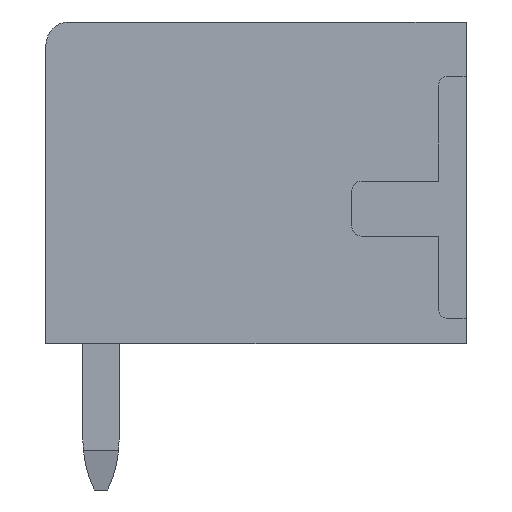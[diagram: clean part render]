
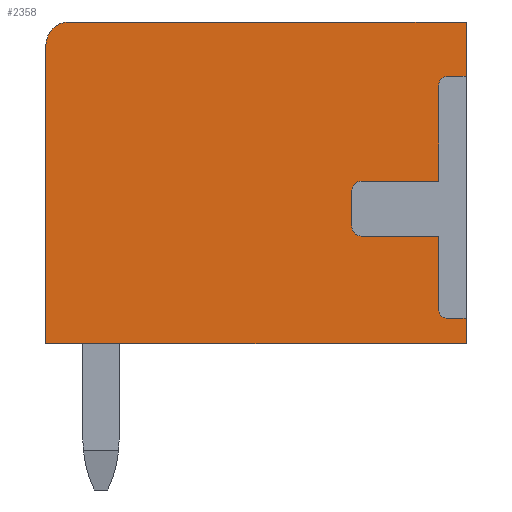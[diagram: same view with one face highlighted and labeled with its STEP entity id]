
A CAD part, left-side view. The second image highlights one B-rep face of the part: STEP entity #2358.
In plain terms, the highlighted planar face has unit normal (-1, 0, 0).
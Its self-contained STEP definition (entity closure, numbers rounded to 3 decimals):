
#2243=AXIS2_PLACEMENT_3D('Plane Axis2P3D',#2240,#2241,#2242) ;
#2254=AXIS2_PLACEMENT_3D('Circle Axis2P3D',#2252,#2253,$) ;
#2273=AXIS2_PLACEMENT_3D('Circle Axis2P3D',#2271,#2272,$) ;
#2294=AXIS2_PLACEMENT_3D('Circle Axis2P3D',#2292,#2293,$) ;
#2308=AXIS2_PLACEMENT_3D('Circle Axis2P3D',#2306,#2307,$) ;
#2329=AXIS2_PLACEMENT_3D('Circle Axis2P3D',#2327,#2328,$) ;
#824=CARTESIAN_POINT('Vertex',(0.3,0.,3.76)) ;
#829=CARTESIAN_POINT('Line Origine',(0.3,0.,3.48)) ;
#833=CARTESIAN_POINT('Vertex',(0.3,0.,3.2)) ;
#882=CARTESIAN_POINT('Vertex',(0.3,0.,10.25)) ;
#885=CARTESIAN_POINT('Line Origine',(0.3,0.,9.655)) ;
#889=CARTESIAN_POINT('Vertex',(0.3,0.,9.06)) ;
#2217=CARTESIAN_POINT('Vertex',(0.3,0.4,3.76)) ;
#2222=CARTESIAN_POINT('Line Origine',(0.3,0.2,3.76)) ;
#2240=CARTESIAN_POINT('Axis2P3D Location',(0.3,0.,0.)) ;
#2245=CARTESIAN_POINT('Line Origine',(0.3,4.35,10.25)) ;
#2249=CARTESIAN_POINT('Vertex',(0.3,8.7,10.25)) ;
#2252=CARTESIAN_POINT('Axis2P3D Location',(0.3,8.7,9.75)) ;
#2256=CARTESIAN_POINT('Vertex',(0.3,9.2,9.75)) ;
#2259=CARTESIAN_POINT('Line Origine',(0.3,9.2,6.475)) ;
#2263=CARTESIAN_POINT('Vertex',(0.3,9.2,3.2)) ;
#2266=CARTESIAN_POINT('Line Origine',(0.3,4.6,3.2)) ;
#2271=CARTESIAN_POINT('Axis2P3D Location',(0.3,0.4,3.96)) ;
#2275=CARTESIAN_POINT('Vertex',(0.3,0.6,3.96)) ;
#2278=CARTESIAN_POINT('Line Origine',(0.3,0.6,4.76)) ;
#2282=CARTESIAN_POINT('Vertex',(0.3,0.6,5.56)) ;
#2285=CARTESIAN_POINT('Line Origine',(0.3,1.45,5.56)) ;
#2289=CARTESIAN_POINT('Vertex',(0.3,2.3,5.56)) ;
#2292=CARTESIAN_POINT('Axis2P3D Location',(0.3,2.3,5.76)) ;
#2296=CARTESIAN_POINT('Vertex',(0.3,2.5,5.76)) ;
#2299=CARTESIAN_POINT('Line Origine',(0.3,2.5,6.16)) ;
#2303=CARTESIAN_POINT('Vertex',(0.3,2.5,6.56)) ;
#2306=CARTESIAN_POINT('Axis2P3D Location',(0.3,2.3,6.56)) ;
#2310=CARTESIAN_POINT('Vertex',(0.3,2.3,6.76)) ;
#2313=CARTESIAN_POINT('Line Origine',(0.3,1.45,6.76)) ;
#2317=CARTESIAN_POINT('Vertex',(0.3,0.6,6.76)) ;
#2320=CARTESIAN_POINT('Line Origine',(0.3,0.6,7.81)) ;
#2324=CARTESIAN_POINT('Vertex',(0.3,0.6,8.86)) ;
#2327=CARTESIAN_POINT('Axis2P3D Location',(0.3,0.4,8.86)) ;
#2331=CARTESIAN_POINT('Vertex',(0.3,0.4,9.06)) ;
#2334=CARTESIAN_POINT('Line Origine',(0.3,0.2,9.06)) ;
#830=DIRECTION('Vector Direction',(0.,0.,-1.)) ;
#886=DIRECTION('Vector Direction',(0.,0.,-1.)) ;
#2223=DIRECTION('Vector Direction',(0.,1.,0.)) ;
#2241=DIRECTION('Axis2P3D Direction',(-1.,0.,0.)) ;
#2242=DIRECTION('Axis2P3D XDirection',(0.,-1.,0.)) ;
#2246=DIRECTION('Vector Direction',(0.,-1.,0.)) ;
#2253=DIRECTION('Axis2P3D Direction',(-1.,0.,0.)) ;
#2260=DIRECTION('Vector Direction',(0.,0.,1.)) ;
#2267=DIRECTION('Vector Direction',(0.,1.,0.)) ;
#2272=DIRECTION('Axis2P3D Direction',(-1.,0.,0.)) ;
#2279=DIRECTION('Vector Direction',(0.,0.,1.)) ;
#2286=DIRECTION('Vector Direction',(0.,1.,0.)) ;
#2293=DIRECTION('Axis2P3D Direction',(-1.,0.,0.)) ;
#2300=DIRECTION('Vector Direction',(0.,0.,1.)) ;
#2307=DIRECTION('Axis2P3D Direction',(-1.,0.,0.)) ;
#2314=DIRECTION('Vector Direction',(0.,-1.,0.)) ;
#2321=DIRECTION('Vector Direction',(0.,0.,1.)) ;
#2328=DIRECTION('Axis2P3D Direction',(-1.,0.,0.)) ;
#2335=DIRECTION('Vector Direction',(0.,-1.,0.)) ;
#831=VECTOR('Line Direction',#830,1.) ;
#887=VECTOR('Line Direction',#886,1.) ;
#2224=VECTOR('Line Direction',#2223,1.) ;
#2247=VECTOR('Line Direction',#2246,1.) ;
#2261=VECTOR('Line Direction',#2260,1.) ;
#2268=VECTOR('Line Direction',#2267,1.) ;
#2280=VECTOR('Line Direction',#2279,1.) ;
#2287=VECTOR('Line Direction',#2286,1.) ;
#2301=VECTOR('Line Direction',#2300,1.) ;
#2315=VECTOR('Line Direction',#2314,1.) ;
#2322=VECTOR('Line Direction',#2321,1.) ;
#2336=VECTOR('Line Direction',#2335,1.) ;
#2340=ORIENTED_EDGE('',*,*,#891,.T.) ;
#2341=ORIENTED_EDGE('',*,*,#2251,.T.) ;
#2342=ORIENTED_EDGE('',*,*,#2258,.T.) ;
#2343=ORIENTED_EDGE('',*,*,#2265,.T.) ;
#2344=ORIENTED_EDGE('',*,*,#2270,.T.) ;
#2345=ORIENTED_EDGE('',*,*,#835,.T.) ;
#2346=ORIENTED_EDGE('',*,*,#2226,.F.) ;
#2347=ORIENTED_EDGE('',*,*,#2277,.F.) ;
#2348=ORIENTED_EDGE('',*,*,#2284,.F.) ;
#2349=ORIENTED_EDGE('',*,*,#2291,.F.) ;
#2350=ORIENTED_EDGE('',*,*,#2298,.F.) ;
#2351=ORIENTED_EDGE('',*,*,#2305,.F.) ;
#2352=ORIENTED_EDGE('',*,*,#2312,.F.) ;
#2353=ORIENTED_EDGE('',*,*,#2319,.F.) ;
#2354=ORIENTED_EDGE('',*,*,#2326,.F.) ;
#2355=ORIENTED_EDGE('',*,*,#2333,.F.) ;
#2356=ORIENTED_EDGE('',*,*,#2338,.F.) ;
#2358=ADVANCED_FACE('HOUSING',(#2357),#2244,.T.) ;
#2255=CIRCLE('generated circle',#2254,0.5) ;
#2274=CIRCLE('generated circle',#2273,0.2) ;
#2295=CIRCLE('generated circle',#2294,0.2) ;
#2309=CIRCLE('generated circle',#2308,0.2) ;
#2330=CIRCLE('generated circle',#2329,0.2) ;
#835=EDGE_CURVE('',#834,#825,#832,.F.) ;
#891=EDGE_CURVE('',#890,#883,#888,.F.) ;
#2226=EDGE_CURVE('',#2218,#825,#2225,.F.) ;
#2251=EDGE_CURVE('',#883,#2250,#2248,.F.) ;
#2258=EDGE_CURVE('',#2250,#2257,#2255,.T.) ;
#2265=EDGE_CURVE('',#2257,#2264,#2262,.F.) ;
#2270=EDGE_CURVE('',#2264,#834,#2269,.F.) ;
#2277=EDGE_CURVE('',#2276,#2218,#2274,.T.) ;
#2284=EDGE_CURVE('',#2283,#2276,#2281,.F.) ;
#2291=EDGE_CURVE('',#2290,#2283,#2288,.F.) ;
#2298=EDGE_CURVE('',#2297,#2290,#2295,.T.) ;
#2305=EDGE_CURVE('',#2304,#2297,#2302,.F.) ;
#2312=EDGE_CURVE('',#2311,#2304,#2309,.T.) ;
#2319=EDGE_CURVE('',#2318,#2311,#2316,.F.) ;
#2326=EDGE_CURVE('',#2325,#2318,#2323,.F.) ;
#2333=EDGE_CURVE('',#2332,#2325,#2330,.T.) ;
#2338=EDGE_CURVE('',#890,#2332,#2337,.F.) ;
#2339=EDGE_LOOP('',(#2340,#2341,#2342,#2343,#2344,#2345,#2346,#2347,#2348,#2349,#2350,#2351,#2352,#2353,#2354,#2355,#2356)) ;
#2357=FACE_OUTER_BOUND('',#2339,.T.) ;
#832=LINE('Line',#829,#831) ;
#888=LINE('Line',#885,#887) ;
#2225=LINE('Line',#2222,#2224) ;
#2248=LINE('Line',#2245,#2247) ;
#2262=LINE('Line',#2259,#2261) ;
#2269=LINE('Line',#2266,#2268) ;
#2281=LINE('Line',#2278,#2280) ;
#2288=LINE('Line',#2285,#2287) ;
#2302=LINE('Line',#2299,#2301) ;
#2316=LINE('Line',#2313,#2315) ;
#2323=LINE('Line',#2320,#2322) ;
#2337=LINE('Line',#2334,#2336) ;
#2244=PLANE('',#2243) ;
#825=VERTEX_POINT('',#824) ;
#834=VERTEX_POINT('',#833) ;
#883=VERTEX_POINT('',#882) ;
#890=VERTEX_POINT('',#889) ;
#2218=VERTEX_POINT('',#2217) ;
#2250=VERTEX_POINT('',#2249) ;
#2257=VERTEX_POINT('',#2256) ;
#2264=VERTEX_POINT('',#2263) ;
#2276=VERTEX_POINT('',#2275) ;
#2283=VERTEX_POINT('',#2282) ;
#2290=VERTEX_POINT('',#2289) ;
#2297=VERTEX_POINT('',#2296) ;
#2304=VERTEX_POINT('',#2303) ;
#2311=VERTEX_POINT('',#2310) ;
#2318=VERTEX_POINT('',#2317) ;
#2325=VERTEX_POINT('',#2324) ;
#2332=VERTEX_POINT('',#2331) ;
